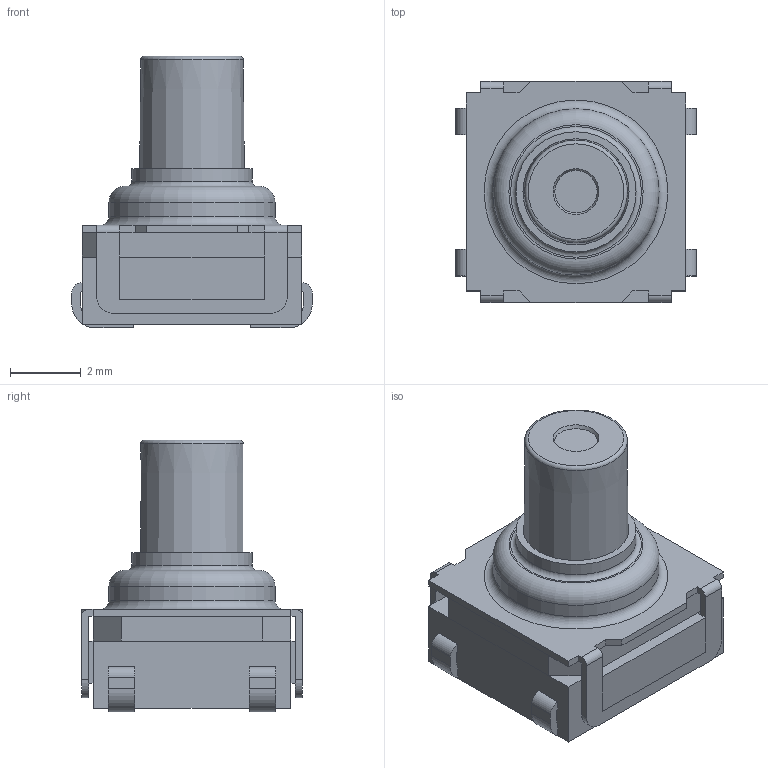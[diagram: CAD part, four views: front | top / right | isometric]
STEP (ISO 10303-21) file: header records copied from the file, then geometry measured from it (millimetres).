
FILE_DESCRIPTION(/* description */ ('model of SW_Push_1P1T_NO_CK_KSC6xxJ'),/* implementation_level */ '2;1');
FILE_NAME(/* name */ 'SW_Push_1P1T_NO_CK_KSC6xxJ.step',/* time_stamp */ '1970-01-01T00:00:00',/* author */ ('KiCAD','kicad'),/* organization */ ('OCCT'),/* preprocessor_version */ '',/* originating_system */ 'KiCAD',/* authorisation */ '');
FILE_SCHEMA(('AUTOMOTIVE_DESIGN { 1 0 10303 214 1 1 1 1 }'));
Length unit declared in the file: millimetre
Products named in the file (1): SW_Push_1P1T_NO_CK_KSC6xxJ
Bounding box: 6.8 x 6.25 x 7.68 mm (x, y, z)
Volume: 147.3 mm3; surface area: 255.6 mm2
Topology: 1 solids, 1 shells, 142 faces, 401 edges, 254 vertices
Faces by surface type: plane 109, cylinder 27, torus 4, cone 2
Full cylindrical faces by diameter (mm): 3 x1, 3.4 x1, 4.7 x1
Entity records: 3028 total; most frequent: ORIENTED_EDGE 618, EDGE_CURVE 401, CARTESIAN_POINT 389, VERTEX_POINT 254, LINE 249, AXIS2_PLACEMENT_3D 171, FACE_BOUND 151, EDGE_LOOP 151
